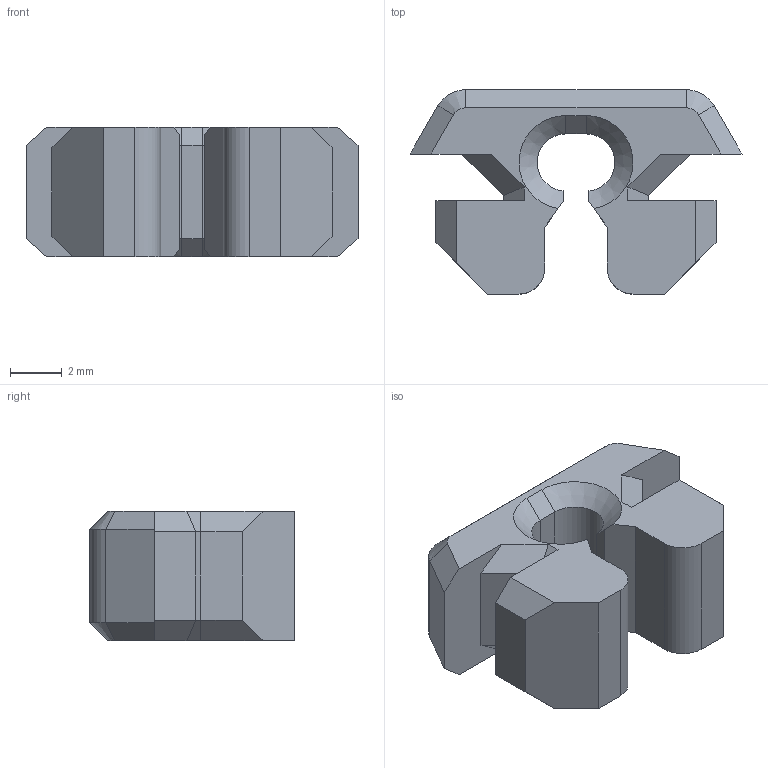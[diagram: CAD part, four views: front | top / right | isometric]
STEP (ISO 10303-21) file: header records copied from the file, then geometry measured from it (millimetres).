
FILE_DESCRIPTION(/* description */ (''),/* implementation_level */ '2;1');
FILE_NAME(/* name */ 'cable_clip_ziptie.step',/* time_stamp */ '2017-11-26T14:03:55+01:00',/* author */ ('gregsaun'),/* organization */ (''),/* preprocessor_version */ 'ST-DEVELOPER v16.13',/* originating_system */ 'Autodesk Translation Framework v6.5.0.72',/* authorisation */ '');
FILE_SCHEMA (('AUTOMOTIVE_DESIGN { 1 0 10303 214 3 1 1 }'));
Length unit declared in the file: millimetre
Products named in the file (1): cable_clip_ziptie
Bounding box: 12.8 x 7.88 x 5 mm (x, y, z)
Volume: 289.3 mm3; surface area: 384.2 mm2
Topology: 1 solids, 1 shells, 60 faces, 158 edges, 100 vertices
Faces by surface type: plane 46, cone 8, cylinder 6
Entity records: 1846 total; most frequent: CARTESIAN_POINT 335, ORIENTED_EDGE 316, DIRECTION 292, EDGE_CURVE 158, LINE 130, VECTOR 130, VERTEX_POINT 100, AXIS2_PLACEMENT_3D 81
